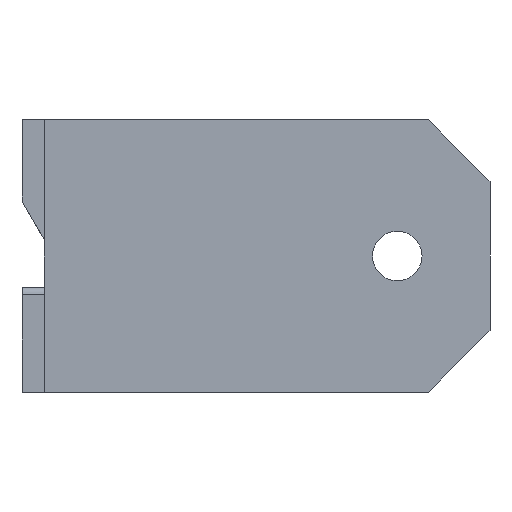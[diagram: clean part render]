
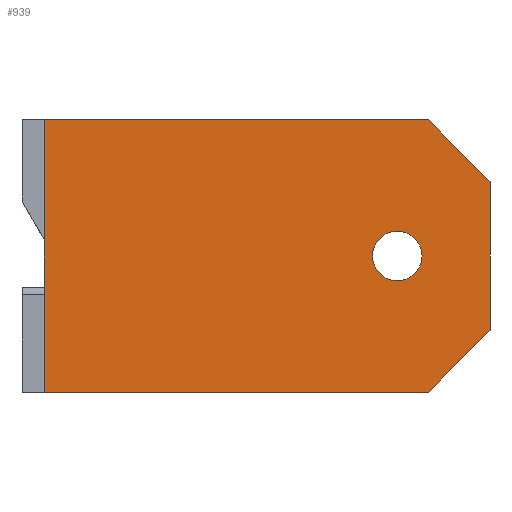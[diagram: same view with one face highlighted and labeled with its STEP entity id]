
A CAD part, front view. The second image highlights one B-rep face of the part: STEP entity #939.
In plain terms, the highlighted planar face has unit normal (0, -1, 0).
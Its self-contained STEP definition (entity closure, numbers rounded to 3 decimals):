
#3 = VECTOR ( 'NONE', #299, 1000. ) ;
#5 = CARTESIAN_POINT ( 'NONE',  ( 36., 0., 6. ) ) ;
#11 = ORIENTED_EDGE ( 'NONE', *, *, #246, .F. ) ;
#14 = LINE ( 'NONE', #1423, #1259 ) ;
#15 = DIRECTION ( 'NONE',  ( 0., 0., -1. ) ) ;
#68 = VECTOR ( 'NONE', #15, 1000. ) ;
#71 = ORIENTED_EDGE ( 'NONE', *, *, #1044, .F. ) ;
#85 = AXIS2_PLACEMENT_3D ( 'NONE', #1185, #118, #922 ) ;
#87 = EDGE_CURVE ( 'NONE', #615, #847, #1469, .T. ) ;
#90 = CARTESIAN_POINT ( 'NONE',  ( 28.511, 0., 0. ) ) ;
#108 = EDGE_CURVE ( 'NONE', #1537, #748, #465, .T. ) ;
#110 = CARTESIAN_POINT ( 'NONE',  ( 28.511, 0., 2. ) ) ;
#118 = DIRECTION ( 'NONE',  ( 0., 1., 0. ) ) ;
#150 = DIRECTION ( 'NONE',  ( 0., 0., -1. ) ) ;
#224 = FACE_OUTER_BOUND ( 'NONE', #1655, .T. ) ;
#244 = CARTESIAN_POINT ( 'NONE',  ( 36., 0., -6. ) ) ;
#246 = EDGE_CURVE ( 'NONE', #981, #664, #1069, .T. ) ;
#282 = EDGE_CURVE ( 'NONE', #1537, #446, #1027, .T. ) ;
#283 = CARTESIAN_POINT ( 'NONE',  ( 0., 0., -11. ) ) ;
#299 = DIRECTION ( 'NONE',  ( -0.707, 0., 0.707 ) ) ;
#326 = ORIENTED_EDGE ( 'NONE', *, *, #282, .T. ) ;
#333 = CARTESIAN_POINT ( 'NONE',  ( 36., 0., -6. ) ) ;
#419 = AXIS2_PLACEMENT_3D ( 'NONE', #1487, #1365, #1235 ) ;
#428 = CARTESIAN_POINT ( 'NONE',  ( 31., 0., 11. ) ) ;
#446 = VERTEX_POINT ( 'NONE', #428 ) ;
#465 = LINE ( 'NONE', #1225, #757 ) ;
#488 = VECTOR ( 'NONE', #1335, 1000. ) ;
#496 = DIRECTION ( 'NONE',  ( 0.707, 0., 0.707 ) ) ;
#546 = DIRECTION ( 'NONE',  ( 0., 0., -1. ) ) ;
#615 = VERTEX_POINT ( 'NONE', #1633 ) ;
#629 = LINE ( 'NONE', #682, #488 ) ;
#641 = EDGE_CURVE ( 'NONE', #664, #981, #1171, .T. ) ;
#664 = VERTEX_POINT ( 'NONE', #967 ) ;
#674 = EDGE_CURVE ( 'NONE', #847, #1529, #629, .T. ) ;
#682 = CARTESIAN_POINT ( 'NONE',  ( 0., 0., -11. ) ) ;
#748 = VERTEX_POINT ( 'NONE', #244 ) ;
#757 = VECTOR ( 'NONE', #546, 1000. ) ;
#847 = VERTEX_POINT ( 'NONE', #283 ) ;
#922 = DIRECTION ( 'NONE',  ( 0., 0., 1. ) ) ;
#939 = ADVANCED_FACE ( 'NONE', ( #1593, #224 ), #1188, .F. ) ;
#950 = DIRECTION ( 'NONE',  ( 0., -1., 0. ) ) ;
#967 = CARTESIAN_POINT ( 'NONE',  ( 28.511, 0., -2. ) ) ;
#981 = VERTEX_POINT ( 'NONE', #110 ) ;
#985 = LINE ( 'NONE', #333, #1189 ) ;
#1009 = ORIENTED_EDGE ( 'NONE', *, *, #674, .T. ) ;
#1027 = LINE ( 'NONE', #1229, #3 ) ;
#1035 = ORIENTED_EDGE ( 'NONE', *, *, #641, .F. ) ;
#1044 = EDGE_CURVE ( 'NONE', #615, #446, #14, .T. ) ;
#1069 = CIRCLE ( 'NONE', #1350, 2. ) ;
#1074 = CARTESIAN_POINT ( 'NONE',  ( 31., 0., -11. ) ) ;
#1115 = ORIENTED_EDGE ( 'NONE', *, *, #87, .T. ) ;
#1116 = EDGE_CURVE ( 'NONE', #1529, #748, #985, .T. ) ;
#1171 = CIRCLE ( 'NONE', #419, 2. ) ;
#1185 = CARTESIAN_POINT ( 'NONE',  ( 0., 0., 11. ) ) ;
#1188 = PLANE ( 'NONE',  #85 ) ;
#1189 = VECTOR ( 'NONE', #496, 1000. ) ;
#1212 = CARTESIAN_POINT ( 'NONE',  ( 0., 0., 11. ) ) ;
#1225 = CARTESIAN_POINT ( 'NONE',  ( 36., 0., 11. ) ) ;
#1229 = CARTESIAN_POINT ( 'NONE',  ( 31., 0., 11. ) ) ;
#1235 = DIRECTION ( 'NONE',  ( 0., 0., -1. ) ) ;
#1259 = VECTOR ( 'NONE', #1293, 1000. ) ;
#1273 = ORIENTED_EDGE ( 'NONE', *, *, #108, .F. ) ;
#1293 = DIRECTION ( 'NONE',  ( 1., 0., 0. ) ) ;
#1335 = DIRECTION ( 'NONE',  ( 1., 0., 0. ) ) ;
#1350 = AXIS2_PLACEMENT_3D ( 'NONE', #90, #950, #150 ) ;
#1365 = DIRECTION ( 'NONE',  ( 0., -1., 0. ) ) ;
#1423 = CARTESIAN_POINT ( 'NONE',  ( 0., 0., 11. ) ) ;
#1469 = LINE ( 'NONE', #1212, #68 ) ;
#1475 = EDGE_LOOP ( 'NONE', ( #1035, #11 ) ) ;
#1487 = CARTESIAN_POINT ( 'NONE',  ( 28.511, 0., 0. ) ) ;
#1497 = ORIENTED_EDGE ( 'NONE', *, *, #1116, .T. ) ;
#1529 = VERTEX_POINT ( 'NONE', #1074 ) ;
#1537 = VERTEX_POINT ( 'NONE', #5 ) ;
#1593 = FACE_BOUND ( 'NONE', #1475, .T. ) ;
#1633 = CARTESIAN_POINT ( 'NONE',  ( 0., 0., 11. ) ) ;
#1655 = EDGE_LOOP ( 'NONE', ( #1009, #1497, #1273, #326, #71, #1115 ) ) ;
